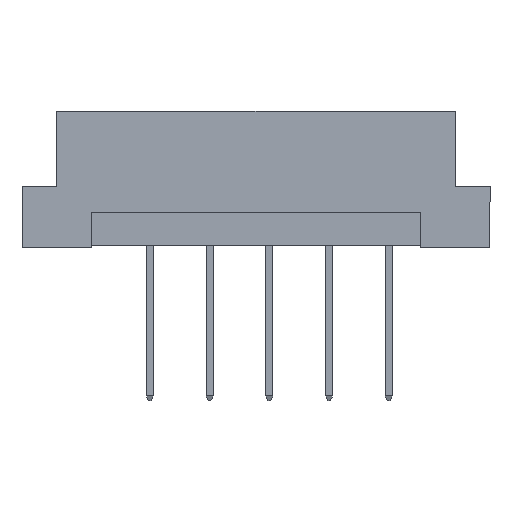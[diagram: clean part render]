
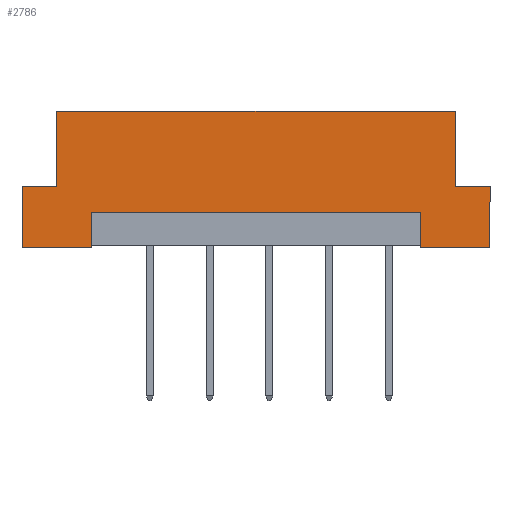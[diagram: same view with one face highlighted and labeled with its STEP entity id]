
A CAD part, front view. The second image highlights one B-rep face of the part: STEP entity #2786.
In plain terms, the highlighted planar face has unit normal (0, -1, 0).
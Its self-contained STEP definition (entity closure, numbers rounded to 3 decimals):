
#8 = CARTESIAN_POINT ( 'NONE',  ( -16.94, -4.3, 5.2 ) ) ;
#16 = ORIENTED_EDGE ( 'NONE', *, *, #2940, .F. ) ;
#138 = DIRECTION ( 'NONE',  ( 0., 0., 1. ) ) ;
#141 = DIRECTION ( 'NONE',  ( 0., 0., 1. ) ) ;
#156 = CARTESIAN_POINT ( 'NONE',  ( 19.9, -4.3, 0. ) ) ;
#210 = DIRECTION ( 'NONE',  ( 1., 0., 0. ) ) ;
#330 = VERTEX_POINT ( 'NONE', #3952 ) ;
#380 = CARTESIAN_POINT ( 'NONE',  ( 14., -4.3, 0. ) ) ;
#551 = VECTOR ( 'NONE', #3668, 1000. ) ;
#564 = LINE ( 'NONE', #3208, #1608 ) ;
#592 = PLANE ( 'NONE',  #2641 ) ;
#606 = VECTOR ( 'NONE', #1641, 1000. ) ;
#611 = CARTESIAN_POINT ( 'NONE',  ( 19.9, -4.3, 11.6 ) ) ;
#664 = DIRECTION ( 'NONE',  ( 1., 0., 0. ) ) ;
#814 = LINE ( 'NONE', #2319, #1685 ) ;
#982 = DIRECTION ( 'NONE',  ( 0., 1., 0. ) ) ;
#1020 = LINE ( 'NONE', #2528, #3598 ) ;
#1111 = EDGE_CURVE ( 'NONE', #2194, #2138, #1301, .T. ) ;
#1164 = CARTESIAN_POINT ( 'NONE',  ( 16.94, -4.3, 5.2 ) ) ;
#1169 = ORIENTED_EDGE ( 'NONE', *, *, #3228, .T. ) ;
#1189 = LINE ( 'NONE', #2717, #4495 ) ;
#1261 = DIRECTION ( 'NONE',  ( 1., 0., 0. ) ) ;
#1286 = LINE ( 'NONE', #1697, #3528 ) ;
#1301 = LINE ( 'NONE', #2186, #1840 ) ;
#1302 = CARTESIAN_POINT ( 'NONE',  ( 19.9, -4.3, 11.6 ) ) ;
#1478 = EDGE_CURVE ( 'NONE', #2208, #330, #564, .T. ) ;
#1533 = CARTESIAN_POINT ( 'NONE',  ( -14., -4.3, 0. ) ) ;
#1575 = ORIENTED_EDGE ( 'NONE', *, *, #3565, .T. ) ;
#1581 = ORIENTED_EDGE ( 'NONE', *, *, #2893, .F. ) ;
#1608 = VECTOR ( 'NONE', #138, 1000. ) ;
#1641 = DIRECTION ( 'NONE',  ( 0., 0., -1. ) ) ;
#1685 = VECTOR ( 'NONE', #3878, 1000. ) ;
#1697 = CARTESIAN_POINT ( 'NONE',  ( -14., -4.3, 3. ) ) ;
#1736 = CARTESIAN_POINT ( 'NONE',  ( -14., -4.3, 3. ) ) ;
#1792 = VERTEX_POINT ( 'NONE', #1533 ) ;
#1824 = VERTEX_POINT ( 'NONE', #3419 ) ;
#1840 = VECTOR ( 'NONE', #4034, 1000. ) ;
#1856 = VERTEX_POINT ( 'NONE', #3340 ) ;
#1858 = CARTESIAN_POINT ( 'NONE',  ( -14., -4.3, 0.2 ) ) ;
#1873 = VERTEX_POINT ( 'NONE', #3320 ) ;
#1958 = ORIENTED_EDGE ( 'NONE', *, *, #2826, .T. ) ;
#2006 = ORIENTED_EDGE ( 'NONE', *, *, #2244, .F. ) ;
#2060 = CARTESIAN_POINT ( 'NONE',  ( 14., -4.3, 0.2 ) ) ;
#2070 = LINE ( 'NONE', #156, #551 ) ;
#2138 = VERTEX_POINT ( 'NONE', #3333 ) ;
#2186 = CARTESIAN_POINT ( 'NONE',  ( 19.9, -4.3, 0. ) ) ;
#2194 = VERTEX_POINT ( 'NONE', #380 ) ;
#2208 = VERTEX_POINT ( 'NONE', #8 ) ;
#2244 = EDGE_CURVE ( 'NONE', #330, #2732, #2316, .T. ) ;
#2316 = LINE ( 'NONE', #611, #4410 ) ;
#2319 = CARTESIAN_POINT ( 'NONE',  ( 19.9, -4.3, 11.6 ) ) ;
#2387 = LINE ( 'NONE', #4297, #606 ) ;
#2516 = VECTOR ( 'NONE', #3056, 1000. ) ;
#2526 = ORIENTED_EDGE ( 'NONE', *, *, #3033, .F. ) ;
#2528 = CARTESIAN_POINT ( 'NONE',  ( 16.94, -4.3, 5.2 ) ) ;
#2567 = VECTOR ( 'NONE', #664, 1000. ) ;
#2580 = CARTESIAN_POINT ( 'NONE',  ( 19.9, -4.3, 5.2 ) ) ;
#2638 = ORIENTED_EDGE ( 'NONE', *, *, #1478, .F. ) ;
#2641 = AXIS2_PLACEMENT_3D ( 'NONE', #1302, #982, #3683 ) ;
#2717 = CARTESIAN_POINT ( 'NONE',  ( -19.9, -4.3, 5.2 ) ) ;
#2732 = VERTEX_POINT ( 'NONE', #4240 ) ;
#2786 = ADVANCED_FACE ( 'NONE', ( #4779 ), #592, .F. ) ;
#2789 = ORIENTED_EDGE ( 'NONE', *, *, #3007, .F. ) ;
#2826 = EDGE_CURVE ( 'NONE', #3081, #2732, #1020, .T. ) ;
#2893 = EDGE_CURVE ( 'NONE', #2194, #1856, #2927, .T. ) ;
#2927 = LINE ( 'NONE', #2060, #3845 ) ;
#2940 = EDGE_CURVE ( 'NONE', #3081, #4213, #3076, .T. ) ;
#3007 = EDGE_CURVE ( 'NONE', #4213, #2138, #814, .T. ) ;
#3033 = EDGE_CURVE ( 'NONE', #1824, #2208, #1189, .T. ) ;
#3056 = DIRECTION ( 'NONE',  ( 0., 0., -1. ) ) ;
#3076 = LINE ( 'NONE', #2580, #2567 ) ;
#3081 = VERTEX_POINT ( 'NONE', #1164 ) ;
#3208 = CARTESIAN_POINT ( 'NONE',  ( -16.94, -4.3, 5.2 ) ) ;
#3228 = EDGE_CURVE ( 'NONE', #1873, #1792, #2070, .T. ) ;
#3265 = CARTESIAN_POINT ( 'NONE',  ( 19.9, -4.3, 5.2 ) ) ;
#3315 = ORIENTED_EDGE ( 'NONE', *, *, #4047, .T. ) ;
#3320 = CARTESIAN_POINT ( 'NONE',  ( -19.9, -4.3, 0. ) ) ;
#3333 = CARTESIAN_POINT ( 'NONE',  ( 19.9, -4.3, 0. ) ) ;
#3340 = CARTESIAN_POINT ( 'NONE',  ( 14., -4.3, 3. ) ) ;
#3419 = CARTESIAN_POINT ( 'NONE',  ( -19.9, -4.3, 5.2 ) ) ;
#3480 = DIRECTION ( 'NONE',  ( 1., 0., 0. ) ) ;
#3528 = VECTOR ( 'NONE', #1261, 1000. ) ;
#3554 = ORIENTED_EDGE ( 'NONE', *, *, #1111, .T. ) ;
#3565 = EDGE_CURVE ( 'NONE', #4767, #1856, #1286, .T. ) ;
#3567 = EDGE_LOOP ( 'NONE', ( #1575, #1581, #3554, #2789, #16, #1958, #2006, #2638, #2526, #3315, #1169, #3648 ) ) ;
#3598 = VECTOR ( 'NONE', #4802, 1000. ) ;
#3648 = ORIENTED_EDGE ( 'NONE', *, *, #4384, .F. ) ;
#3668 = DIRECTION ( 'NONE',  ( 1., 0., 0. ) ) ;
#3683 = DIRECTION ( 'NONE',  ( -1., 0., 0. ) ) ;
#3824 = LINE ( 'NONE', #1858, #2516 ) ;
#3845 = VECTOR ( 'NONE', #141, 1000. ) ;
#3878 = DIRECTION ( 'NONE',  ( 0., 0., -1. ) ) ;
#3952 = CARTESIAN_POINT ( 'NONE',  ( -16.94, -4.3, 11.6 ) ) ;
#4034 = DIRECTION ( 'NONE',  ( 1., 0., 0. ) ) ;
#4047 = EDGE_CURVE ( 'NONE', #1824, #1873, #2387, .T. ) ;
#4213 = VERTEX_POINT ( 'NONE', #3265 ) ;
#4240 = CARTESIAN_POINT ( 'NONE',  ( 16.94, -4.3, 11.6 ) ) ;
#4297 = CARTESIAN_POINT ( 'NONE',  ( -19.9, -4.3, 11.6 ) ) ;
#4384 = EDGE_CURVE ( 'NONE', #4767, #1792, #3824, .T. ) ;
#4410 = VECTOR ( 'NONE', #210, 1000. ) ;
#4495 = VECTOR ( 'NONE', #3480, 1000. ) ;
#4767 = VERTEX_POINT ( 'NONE', #1736 ) ;
#4779 = FACE_OUTER_BOUND ( 'NONE', #3567, .T. ) ;
#4802 = DIRECTION ( 'NONE',  ( 0., 0., 1. ) ) ;
